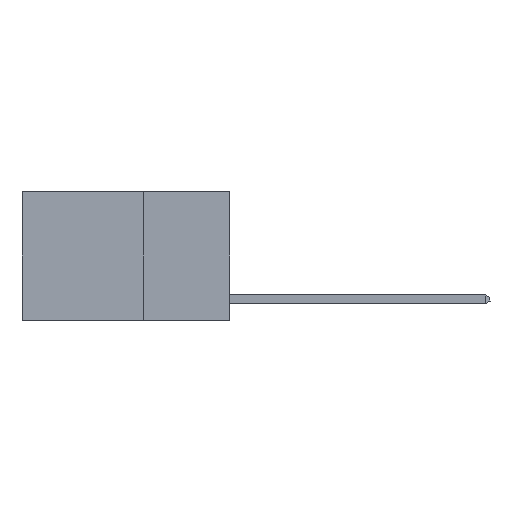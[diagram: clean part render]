
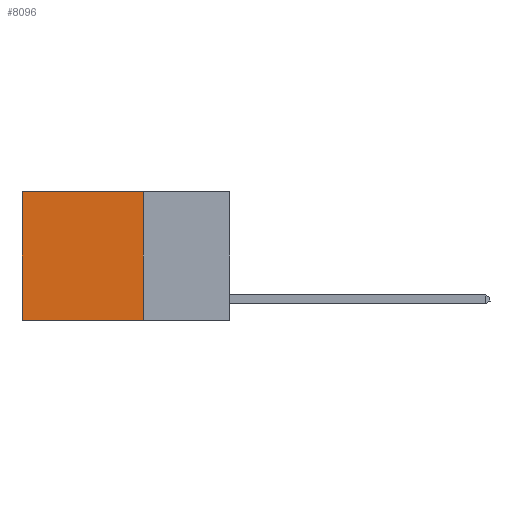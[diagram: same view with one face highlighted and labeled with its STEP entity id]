
A CAD part, left-side view. The second image highlights one B-rep face of the part: STEP entity #8096.
In plain terms, the highlighted planar face has unit normal (-1, 0, 0).
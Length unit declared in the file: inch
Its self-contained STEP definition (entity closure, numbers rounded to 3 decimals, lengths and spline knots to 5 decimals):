
#552 = VECTOR ( 'NONE', #18767, 39.37008 ) ;
#1288 = CARTESIAN_POINT ( 'NONE',  ( 0.2625, 0.6, 0. ) ) ;
#1341 = LINE ( 'NONE', #10894, #21145 ) ;
#2498 = VECTOR ( 'NONE', #19310, 39.37008 ) ;
#3666 = EDGE_CURVE ( 'NONE', #5427, #19192, #1341, .T. ) ;
#5414 = ORIENTED_EDGE ( 'NONE', *, *, #3666, .F. ) ;
#5427 = VERTEX_POINT ( 'NONE', #16392 ) ;
#6003 = CARTESIAN_POINT ( 'NONE',  ( 0.2625, 0.25, 0. ) ) ;
#7403 = AXIS2_PLACEMENT_3D ( 'NONE', #11311, #18941, #7597 ) ;
#7597 = DIRECTION ( 'NONE',  ( 0., 0., -1. ) ) ;
#8096 = ADVANCED_FACE ( 'NONE', ( #13941 ), #17045, .F. ) ;
#8958 = VECTOR ( 'NONE', #16677, 39.37008 ) ;
#10133 = LINE ( 'NONE', #1288, #8958 ) ;
#10885 = CARTESIAN_POINT ( 'NONE',  ( 0.2625, 0.25, 0. ) ) ;
#10894 = CARTESIAN_POINT ( 'NONE',  ( 0.2625, 0.25, -0.37 ) ) ;
#11000 = CARTESIAN_POINT ( 'NONE',  ( 0.2625, 0.6, 0. ) ) ;
#11311 = CARTESIAN_POINT ( 'NONE',  ( 0.2625, 0.25, 0. ) ) ;
#11692 = ORIENTED_EDGE ( 'NONE', *, *, #21401, .T. ) ;
#13921 = EDGE_CURVE ( 'NONE', #24438, #5427, #22856, .T. ) ;
#13941 = FACE_OUTER_BOUND ( 'NONE', #15387, .T. ) ;
#15058 = ORIENTED_EDGE ( 'NONE', *, *, #24579, .T. ) ;
#15387 = EDGE_LOOP ( 'NONE', ( #11692, #5414, #17776, #15058 ) ) ;
#15896 = LINE ( 'NONE', #16873, #552 ) ;
#16392 = CARTESIAN_POINT ( 'NONE',  ( 0.2625, 0.25, -0.37 ) ) ;
#16677 = DIRECTION ( 'NONE',  ( 0., 0., -1. ) ) ;
#16873 = CARTESIAN_POINT ( 'NONE',  ( 0.2625, 0.25, 0. ) ) ;
#17045 = PLANE ( 'NONE',  #7403 ) ;
#17776 = ORIENTED_EDGE ( 'NONE', *, *, #13921, .F. ) ;
#18146 = CARTESIAN_POINT ( 'NONE',  ( 0.2625, 0.6, -0.37 ) ) ;
#18529 = DIRECTION ( 'NONE',  ( 0., 1., 0. ) ) ;
#18767 = DIRECTION ( 'NONE',  ( 0., 1., 0. ) ) ;
#18941 = DIRECTION ( 'NONE',  ( 1., 0., 0. ) ) ;
#19192 = VERTEX_POINT ( 'NONE', #18146 ) ;
#19310 = DIRECTION ( 'NONE',  ( 0., 0., -1. ) ) ;
#21145 = VECTOR ( 'NONE', #18529, 39.37008 ) ;
#21401 = EDGE_CURVE ( 'NONE', #23848, #19192, #10133, .T. ) ;
#22856 = LINE ( 'NONE', #6003, #2498 ) ;
#23848 = VERTEX_POINT ( 'NONE', #11000 ) ;
#24438 = VERTEX_POINT ( 'NONE', #10885 ) ;
#24579 = EDGE_CURVE ( 'NONE', #24438, #23848, #15896, .T. ) ;
